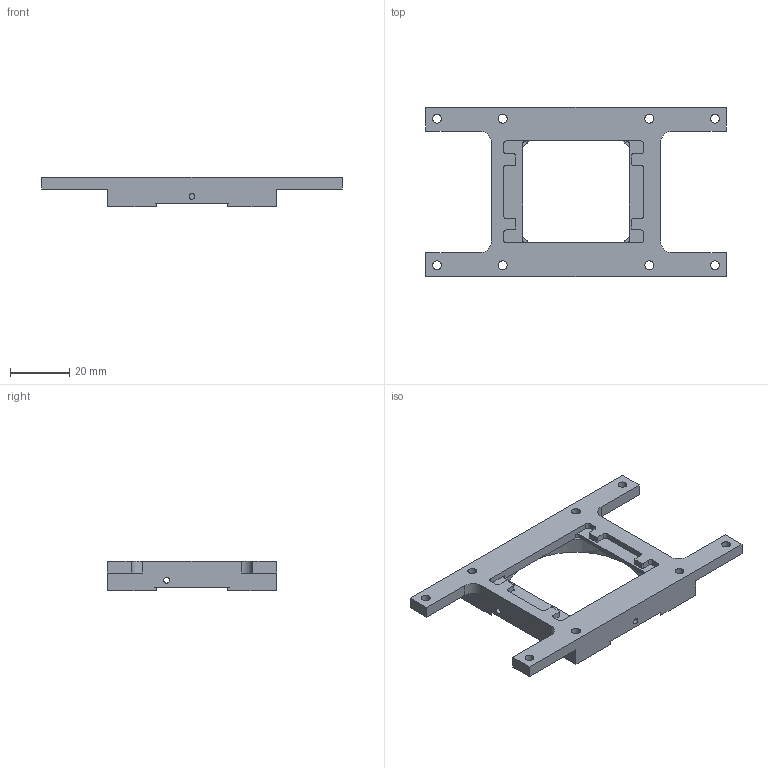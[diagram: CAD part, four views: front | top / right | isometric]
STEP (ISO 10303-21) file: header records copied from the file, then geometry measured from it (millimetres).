
FILE_DESCRIPTION( ( 'Unknown' ), '1' );
FILE_NAME( 'Sensormount_CMV12000_CNC.stp', 'Unknown', ( 'Manfred Gruber' ), ( 'Apertus' ), 'PSStep 17.0.49', 'Unknown', ' ' );
FILE_SCHEMA( ( 'AUTOMOTIVE_DESIGN { 1 0 10303 214 1 1 1 1 }' ) );
Length unit declared in the file: inch
Products named in the file (1): 1
Bounding box: 101.6 x 57.15 x 10 mm (x, y, z)
Volume: 17312.7 mm3; surface area: 10364.6 mm2
Topology: 1 solids, 1 shells, 100 faces, 289 edges, 192 vertices
Faces by surface type: plane 55, cylinder 45
Full cylindrical faces by diameter (mm): 2 x4, 3 x8, 47 x1
Entity records: 4134 total; most frequent: CARTESIAN_POINT 648, DIRECTION 562, ORIENTED_EDGE 538, EDGE_CURVE 269, AXIS2_PLACEMENT_3D 195, VERTEX_POINT 185, LINE 172, VECTOR 172
